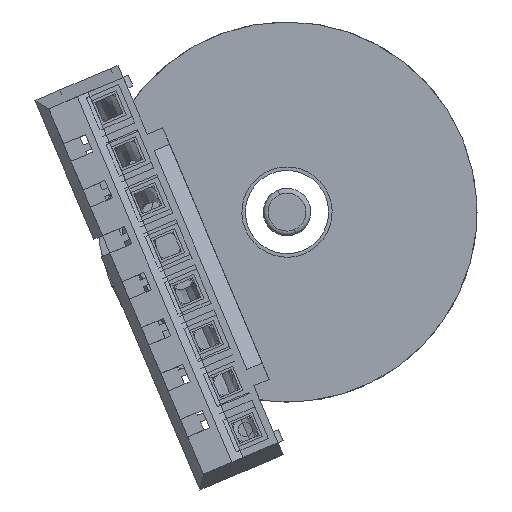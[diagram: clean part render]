
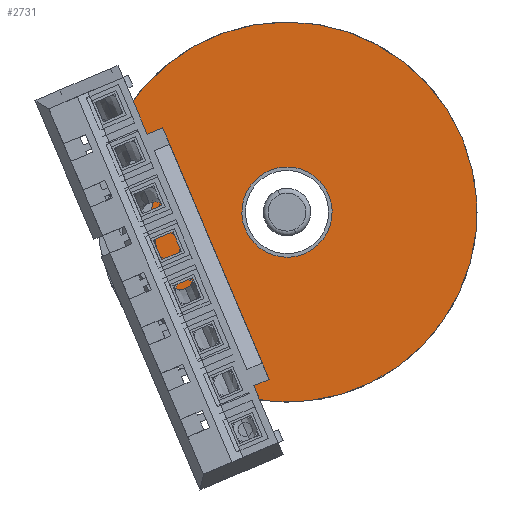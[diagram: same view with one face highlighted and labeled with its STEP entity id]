
A CAD part, front view. The second image highlights one B-rep face of the part: STEP entity #2731.
In plain terms, the highlighted planar face has unit normal (0, -1, 0).
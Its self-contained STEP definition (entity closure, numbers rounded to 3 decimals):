
#54 = CARTESIAN_POINT ( 'NONE',  ( -4.016, 0., 4.223 ) ) ;
#557 = DIRECTION ( 'NONE',  ( 0., 1., 0. ) ) ;
#610 = CARTESIAN_POINT ( 'NONE',  ( 0., 0., 0. ) ) ;
#654 = CARTESIAN_POINT ( 'NONE',  ( -4.016, 0., 4.723 ) ) ;
#657 = ORIENTED_EDGE ( 'NONE', *, *, #7500, .F. ) ;
#673 = CIRCLE ( 'NONE', #4265, 1.9 ) ;
#857 = CIRCLE ( 'NONE', #3341, 0.5 ) ;
#1299 = ORIENTED_EDGE ( 'NONE', *, *, #16595, .F. ) ;
#1567 = VERTEX_POINT ( 'NONE', #14582 ) ;
#1608 = CARTESIAN_POINT ( 'NONE',  ( -3.692, 0., 4.342 ) ) ;
#1799 = CIRCLE ( 'NONE', #5928, 5.7 ) ;
#2020 = DIRECTION ( 'NONE',  ( 0., 0., -1. ) ) ;
#2051 = DIRECTION ( 'NONE',  ( 0., 0., 1. ) ) ;
#2091 = DIRECTION ( 'NONE',  ( 0., -1., 0. ) ) ;
#2128 = CARTESIAN_POINT ( 'NONE',  ( 0., 0., 0. ) ) ;
#2617 = EDGE_CURVE ( 'NONE', #12226, #5125, #1799, .T. ) ;
#2731 = ADVANCED_FACE ( 'NONE', ( #17142, #2846 ), #10041, .T. ) ;
#2764 = CARTESIAN_POINT ( 'NONE',  ( -5.657, 0., 5.657 ) ) ;
#2846 = FACE_BOUND ( 'NONE', #12527, .T. ) ;
#3002 = DIRECTION ( 'NONE',  ( 0., -1., 0. ) ) ;
#3155 = EDGE_LOOP ( 'NONE', ( #10310, #657, #1299, #3924, #16583, #12354, #11007, #9332, #5945 ) ) ;
#3203 = CARTESIAN_POINT ( 'NONE',  ( 0., 0., 0. ) ) ;
#3341 = AXIS2_PLACEMENT_3D ( 'NONE', #4154, #17162, #13472 ) ;
#3482 = CIRCLE ( 'NONE', #6201, 0.5 ) ;
#3483 = DIRECTION ( 'NONE',  ( 0., 0., -1. ) ) ;
#3512 = DIRECTION ( 'NONE',  ( 0., -1., 0. ) ) ;
#3545 = EDGE_CURVE ( 'NONE', #10285, #5759, #3665, .T. ) ;
#3568 = DIRECTION ( 'NONE',  ( 0., 0., -1. ) ) ;
#3587 = CARTESIAN_POINT ( 'NONE',  ( -4.37, 0., 4.37 ) ) ;
#3665 = LINE ( 'NONE', #3587, #10152 ) ;
#3772 = AXIS2_PLACEMENT_3D ( 'NONE', #10241, #9905, #8408 ) ;
#3924 = ORIENTED_EDGE ( 'NONE', *, *, #2617, .F. ) ;
#3936 = CARTESIAN_POINT ( 'NONE',  ( 5.657, 0., 5.657 ) ) ;
#3970 = EDGE_CURVE ( 'NONE', #5759, #5557, #857, .T. ) ;
#4154 = CARTESIAN_POINT ( 'NONE',  ( -4.016, 0., 4.723 ) ) ;
#4242 = VECTOR ( 'NONE', #9195, 1000. ) ;
#4265 = AXIS2_PLACEMENT_3D ( 'NONE', #2128, #11770, #3483 ) ;
#5125 = VERTEX_POINT ( 'NONE', #14326 ) ;
#5277 = VERTEX_POINT ( 'NONE', #17832 ) ;
#5557 = VERTEX_POINT ( 'NONE', #54 ) ;
#5560 = DIRECTION ( 'NONE',  ( 0., -1., 0. ) ) ;
#5759 = VERTEX_POINT ( 'NONE', #9183 ) ;
#5829 = EDGE_CURVE ( 'NONE', #8338, #6606, #9144, .T. ) ;
#5928 = AXIS2_PLACEMENT_3D ( 'NONE', #3203, #557, #14614 ) ;
#5945 = ORIENTED_EDGE ( 'NONE', *, *, #5829, .T. ) ;
#6201 = AXIS2_PLACEMENT_3D ( 'NONE', #13910, #5560, #15269 ) ;
#6606 = VERTEX_POINT ( 'NONE', #3936 ) ;
#6687 = CARTESIAN_POINT ( 'NONE',  ( 4.37, 0., 4.37 ) ) ;
#7500 = EDGE_CURVE ( 'NONE', #1567, #9787, #8889, .T. ) ;
#7683 = AXIS2_PLACEMENT_3D ( 'NONE', #610, #10254, #2020 ) ;
#7881 = LINE ( 'NONE', #11948, #4242 ) ;
#7966 = CARTESIAN_POINT ( 'NONE',  ( 0., 0., 1.9 ) ) ;
#8266 = AXIS2_PLACEMENT_3D ( 'NONE', #11265, #3002, #12665 ) ;
#8338 = VERTEX_POINT ( 'NONE', #8486 ) ;
#8408 = DIRECTION ( 'NONE',  ( 0., 0., -1. ) ) ;
#8486 = CARTESIAN_POINT ( 'NONE',  ( 0., 0., -8. ) ) ;
#8889 = CIRCLE ( 'NONE', #17018, 0.5 ) ;
#9144 = CIRCLE ( 'NONE', #14778, 8. ) ;
#9183 = CARTESIAN_POINT ( 'NONE',  ( -4.37, 0., 4.37 ) ) ;
#9195 = DIRECTION ( 'NONE',  ( 0.707, 0., 0.707 ) ) ;
#9332 = ORIENTED_EDGE ( 'NONE', *, *, #10390, .T. ) ;
#9787 = VERTEX_POINT ( 'NONE', #6687 ) ;
#9817 = CIRCLE ( 'NONE', #14718, 0.5 ) ;
#9905 = DIRECTION ( 'NONE',  ( 0., -1., 0. ) ) ;
#9909 = ORIENTED_EDGE ( 'NONE', *, *, #10137, .F. ) ;
#10041 = PLANE ( 'NONE',  #3772 ) ;
#10137 = EDGE_CURVE ( 'NONE', #5277, #13775, #14603, .T. ) ;
#10152 = VECTOR ( 'NONE', #12441, 1000. ) ;
#10241 = CARTESIAN_POINT ( 'NONE',  ( 1.9, 0., 0. ) ) ;
#10254 = DIRECTION ( 'NONE',  ( 0., -1., 0. ) ) ;
#10283 = DIRECTION ( 'NONE',  ( 0., -1., 0. ) ) ;
#10285 = VERTEX_POINT ( 'NONE', #2764 ) ;
#10310 = ORIENTED_EDGE ( 'NONE', *, *, #14276, .F. ) ;
#10337 = CARTESIAN_POINT ( 'NONE',  ( 4.016, 0., 4.723 ) ) ;
#10390 = EDGE_CURVE ( 'NONE', #10285, #8338, #17216, .T. ) ;
#11007 = ORIENTED_EDGE ( 'NONE', *, *, #3545, .F. ) ;
#11265 = CARTESIAN_POINT ( 'NONE',  ( 0., 0., 0. ) ) ;
#11351 = CARTESIAN_POINT ( 'NONE',  ( 0., 0., 0. ) ) ;
#11739 = DIRECTION ( 'NONE',  ( 0., 0., -1. ) ) ;
#11770 = DIRECTION ( 'NONE',  ( 0., -1., 0. ) ) ;
#11948 = CARTESIAN_POINT ( 'NONE',  ( 4.37, 0., 4.37 ) ) ;
#12226 = VERTEX_POINT ( 'NONE', #1608 ) ;
#12354 = ORIENTED_EDGE ( 'NONE', *, *, #3970, .F. ) ;
#12441 = DIRECTION ( 'NONE',  ( 0.707, 0., -0.707 ) ) ;
#12527 = EDGE_LOOP ( 'NONE', ( #9909, #15061 ) ) ;
#12665 = DIRECTION ( 'NONE',  ( 0., 0., -1. ) ) ;
#13472 = DIRECTION ( 'NONE',  ( 0., 0., 1. ) ) ;
#13775 = VERTEX_POINT ( 'NONE', #7966 ) ;
#13910 = CARTESIAN_POINT ( 'NONE',  ( 4.016, 0., 4.723 ) ) ;
#14276 = EDGE_CURVE ( 'NONE', #9787, #6606, #7881, .T. ) ;
#14326 = CARTESIAN_POINT ( 'NONE',  ( 3.692, 0., 4.342 ) ) ;
#14582 = CARTESIAN_POINT ( 'NONE',  ( 4.016, 0., 4.223 ) ) ;
#14603 = CIRCLE ( 'NONE', #7683, 1.9 ) ;
#14614 = DIRECTION ( 'NONE',  ( 0., 0., -1. ) ) ;
#14718 = AXIS2_PLACEMENT_3D ( 'NONE', #654, #10283, #2051 ) ;
#14778 = AXIS2_PLACEMENT_3D ( 'NONE', #11351, #3512, #3568 ) ;
#15061 = ORIENTED_EDGE ( 'NONE', *, *, #17440, .F. ) ;
#15269 = DIRECTION ( 'NONE',  ( 0., 0., -1. ) ) ;
#15685 = EDGE_CURVE ( 'NONE', #5557, #12226, #9817, .T. ) ;
#16583 = ORIENTED_EDGE ( 'NONE', *, *, #15685, .F. ) ;
#16595 = EDGE_CURVE ( 'NONE', #5125, #1567, #3482, .T. ) ;
#17018 = AXIS2_PLACEMENT_3D ( 'NONE', #10337, #2091, #11739 ) ;
#17142 = FACE_OUTER_BOUND ( 'NONE', #3155, .T. ) ;
#17162 = DIRECTION ( 'NONE',  ( 0., -1., 0. ) ) ;
#17216 = CIRCLE ( 'NONE', #8266, 8. ) ;
#17440 = EDGE_CURVE ( 'NONE', #13775, #5277, #673, .T. ) ;
#17832 = CARTESIAN_POINT ( 'NONE',  ( 0., 0., -1.9 ) ) ;
